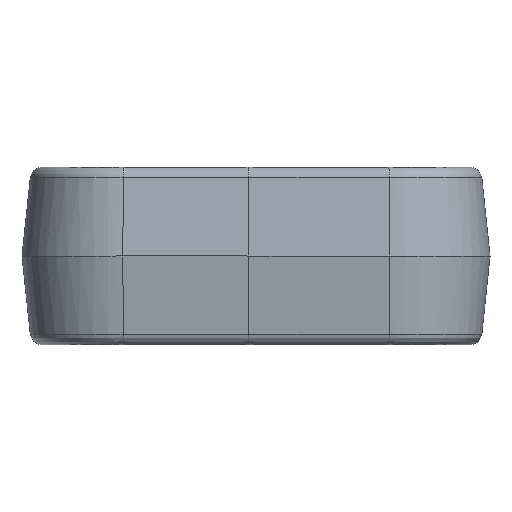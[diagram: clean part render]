
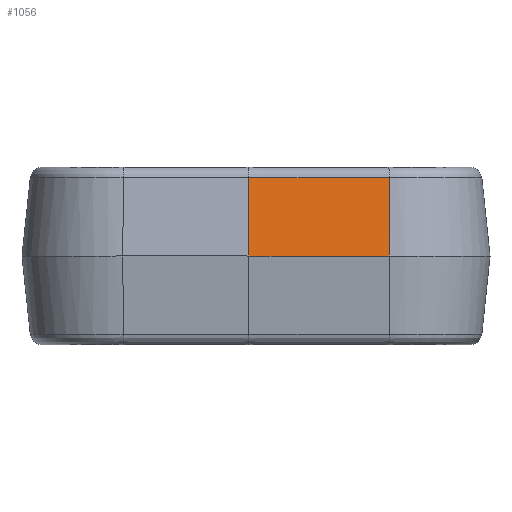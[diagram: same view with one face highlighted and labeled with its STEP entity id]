
A CAD part, front view. The second image highlights one B-rep face of the part: STEP entity #1056.
In plain terms, the highlighted free-form (B-spline) face has degree [3, 1] with [15, 2] control points.
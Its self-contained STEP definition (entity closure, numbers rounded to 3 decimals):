
#1056=ADVANCED_FACE('',(#2526),#2527,.F.);
#2526=FACE_OUTER_BOUND('',#6012,.T.);
#2527=B_SPLINE_SURFACE_WITH_KNOTS('',3,1,((#6013,#6014),(#6015,#6016),(#6017,#6018),(#6019,#6020),(#6021,#6022),(#6023,#6024),(#6025,#6026),(#6027,#6028),(#6029,#6030),(#6031,#6032),(#6033,#6034),(#6035,#6036),(#6037,#6038),(#6039,#6040),(#6041,#6042)),.UNSPECIFIED.,.F.,.F.,.F.,(4,3,1,1,1,1,1,1,1,1,4),(2,2),(-0.01,0.0,0.002,0.018,0.025,0.048,0.079,0.14,0.263,0.509,1.),(0.0,0.493),.UNSPECIFIED.);
#6012=EDGE_LOOP('',(#24025,#24026,#24027,#24028));
#6013=CARTESIAN_POINT('',(35.045,-86.998,0.0));
#6014=CARTESIAN_POINT('',(35.009,-84.884,20.115));
#6015=CARTESIAN_POINT('',(34.929,-86.999,0.0));
#6016=CARTESIAN_POINT('',(34.899,-84.885,20.115));
#6017=CARTESIAN_POINT('',(34.814,-87.,0.0));
#6018=CARTESIAN_POINT('',(34.789,-84.886,20.115));
#6019=CARTESIAN_POINT('',(34.698,-87.001,0.0));
#6020=CARTESIAN_POINT('',(34.678,-84.887,20.115));
#6021=CARTESIAN_POINT('',(34.672,-87.001,0.0));
#6022=CARTESIAN_POINT('',(34.654,-84.887,20.115));
#6023=CARTESIAN_POINT('',(34.469,-87.002,0.0));
#6024=CARTESIAN_POINT('',(34.46,-84.888,20.115));
#6025=CARTESIAN_POINT('',(34.177,-87.003,0.0));
#6026=CARTESIAN_POINT('',(34.177,-84.889,20.115));
#6027=CARTESIAN_POINT('',(33.644,-87.002,0.0));
#6028=CARTESIAN_POINT('',(33.651,-84.888,20.115));
#6029=CARTESIAN_POINT('',(32.934,-87.002,0.0));
#6030=CARTESIAN_POINT('',(32.934,-84.888,20.115));
#6031=CARTESIAN_POINT('',(31.602,-87.002,0.0));
#6032=CARTESIAN_POINT('',(31.603,-84.887,20.115));
#6033=CARTESIAN_POINT('',(29.117,-87.001,0.0));
#6034=CARTESIAN_POINT('',(29.117,-84.887,20.115));
#6035=CARTESIAN_POINT('',(24.146,-87.,0.0));
#6036=CARTESIAN_POINT('',(24.146,-84.886,20.115));
#6037=CARTESIAN_POINT('',(14.203,-87.,0.0));
#6038=CARTESIAN_POINT('',(14.203,-84.886,20.115));
#6039=CARTESIAN_POINT('',(5.681,-87.,0.0));
#6040=CARTESIAN_POINT('',(5.681,-84.886,20.115));
#6041=CARTESIAN_POINT('',(0.,-87.,0.0));
#6042=CARTESIAN_POINT('',(0.,-84.886,20.115));
#24025=ORIENTED_EDGE('',*,*,#27755,.F.);
#24026=ORIENTED_EDGE('',*,*,#27756,.T.);
#24027=ORIENTED_EDGE('',*,*,#27652,.T.);
#24028=ORIENTED_EDGE('',*,*,#27757,.T.);
#27652=EDGE_CURVE('',#30190,#30191,#30192,.T.);
#27755=EDGE_CURVE('',#30326,#30327,#30328,.F.);
#27756=EDGE_CURVE('',#30326,#30190,#30329,.T.);
#27757=EDGE_CURVE('',#30191,#30327,#30330,.T.);
#30190=VERTEX_POINT('',#35775);
#30191=VERTEX_POINT('',#35776);
#30192=LINE('',#35777,#35778);
#30326=VERTEX_POINT('',#36430);
#30327=VERTEX_POINT('',#36431);
#30328=LINE('',#36432,#36433);
#30329=B_SPLINE_CURVE_WITH_KNOTS('',3,(#36434,#36435,#36436,#36437,#36438,#36439,#36440,#36441,#36442,#36443,#36444,#36445,#36446,#36447,#36448,#36449,#36450,#36451,#36452,#36453,#36454,#36455,#36456,#36457,#36458,#36459,#36460,#36461,#36462,#36463,#36464,#36465,#36466,#36467,#36468,#36469,#36470,#36471,#36472,#36473,#36474,#36475,#36476,#36477,#36478,#36479,#36480,#36481,#36482,#36483),.UNSPECIFIED.,.F.,.F.,(4,2,2,2,2,2,2,2,2,2,2,2,2,2,2,2,2,1,2,2,1,2,2,2,1,1,4),(0.0,0.002,0.017,0.025,0.031,0.032,0.048,0.063,0.063,0.078,0.094,0.125,0.126,0.14,0.188,0.25,0.25,0.263,0.313,0.375,0.5,0.5,0.509,0.625,0.75,0.875,1.0),.UNSPECIFIED.);
#30330=B_SPLINE_CURVE_WITH_KNOTS('',3,(#36484,#36485,#36486,#36487,#36488,#36489,#36490,#36491,#36492),.UNSPECIFIED.,.F.,.F.,(4,1,1,1,1,1,4),(0.,0.491,0.737,0.975,0.982,0.998,1.),.UNSPECIFIED.);
#35775=CARTESIAN_POINT('',(0.,-84.97,19.314));
#35776=CARTESIAN_POINT('',(0.0,-87.,0.0));
#35777=CARTESIAN_POINT('',(0.,-84.97,19.314));
#35778=VECTOR('',#48701,10.0);
#36430=CARTESIAN_POINT('',(34.679,-84.971,19.314));
#36431=CARTESIAN_POINT('',(34.698,-87.001,0.));
#36432=CARTESIAN_POINT('',(34.698,-87.001,0.0));
#36433=VECTOR('',#48808,10.0);
#36434=CARTESIAN_POINT('',(34.679,-84.971,19.314));
#36435=CARTESIAN_POINT('',(34.655,-84.971,19.314));
#36436=CARTESIAN_POINT('',(34.63,-84.971,19.314));
#36437=CARTESIAN_POINT('',(34.433,-84.972,19.314));
#36438=CARTESIAN_POINT('',(34.261,-84.973,19.314));
#36439=CARTESIAN_POINT('',(34.001,-84.973,19.314));
#36440=CARTESIAN_POINT('',(33.913,-84.973,19.314));
#36441=CARTESIAN_POINT('',(33.749,-84.973,19.314));
#36442=CARTESIAN_POINT('',(33.672,-84.973,19.314));
#36443=CARTESIAN_POINT('',(33.588,-84.973,19.314));
#36444=CARTESIAN_POINT('',(33.58,-84.973,19.314));
#36445=CARTESIAN_POINT('',(33.39,-84.973,19.314));
#36446=CARTESIAN_POINT('',(33.207,-84.972,19.314));
#36447=CARTESIAN_POINT('',(32.854,-84.972,19.314));
#36448=CARTESIAN_POINT('',(32.683,-84.972,19.314));
#36449=CARTESIAN_POINT('',(32.504,-84.972,19.314));
#36450=CARTESIAN_POINT('',(32.497,-84.972,19.314));
#36451=CARTESIAN_POINT('',(32.312,-84.972,19.314));
#36452=CARTESIAN_POINT('',(32.135,-84.972,19.314));
#36453=CARTESIAN_POINT('',(31.774,-84.972,19.314));
#36454=CARTESIAN_POINT('',(31.591,-84.972,19.314));
#36455=CARTESIAN_POINT('',(31.053,-84.972,19.314));
#36456=CARTESIAN_POINT('',(30.698,-84.971,19.314));
#36457=CARTESIAN_POINT('',(30.337,-84.971,19.314));
#36458=CARTESIAN_POINT('',(30.331,-84.971,19.314));
#36459=CARTESIAN_POINT('',(30.158,-84.971,19.314));
#36460=CARTESIAN_POINT('',(29.993,-84.971,19.314));
#36461=CARTESIAN_POINT('',(29.271,-84.971,19.314));
#36462=CARTESIAN_POINT('',(28.715,-84.971,19.314));
#36463=CARTESIAN_POINT('',(27.442,-84.971,19.314));
#36464=CARTESIAN_POINT('',(26.726,-84.971,19.314));
#36465=CARTESIAN_POINT('',(26.004,-84.97,19.314));
#36466=CARTESIAN_POINT('',(25.998,-84.97,19.314));
#36467=CARTESIAN_POINT('',(25.85,-84.97,19.314));
#36468=CARTESIAN_POINT('',(25.128,-84.97,19.314));
#36469=CARTESIAN_POINT('',(24.406,-84.97,19.314));
#36470=CARTESIAN_POINT('',(23.104,-84.97,19.314));
#36471=CARTESIAN_POINT('',(22.382,-84.97,19.314));
#36472=CARTESIAN_POINT('',(20.22,-84.97,19.314));
#36473=CARTESIAN_POINT('',(18.776,-84.97,19.314));
#36474=CARTESIAN_POINT('',(17.332,-84.97,19.314));
#36475=CARTESIAN_POINT('',(17.234,-84.97,19.314));
#36476=CARTESIAN_POINT('',(17.139,-84.97,19.314));
#36477=CARTESIAN_POINT('',(15.695,-84.97,19.314));
#36478=CARTESIAN_POINT('',(14.346,-84.97,19.314));
#36479=CARTESIAN_POINT('',(11.552,-84.97,19.314));
#36480=CARTESIAN_POINT('',(8.664,-84.97,19.314));
#36481=CARTESIAN_POINT('',(4.332,-84.97,19.314));
#36482=CARTESIAN_POINT('',(1.444,-84.97,19.314));
#36483=CARTESIAN_POINT('',(0.0,-84.97,19.314));
#36484=CARTESIAN_POINT('',(0.0,-87.,0.));
#36485=CARTESIAN_POINT('',(5.681,-87.,0.));
#36486=CARTESIAN_POINT('',(14.203,-87.,0.));
#36487=CARTESIAN_POINT('',(25.477,-87.,0.));
#36488=CARTESIAN_POINT('',(31.159,-87.001,0.));
#36489=CARTESIAN_POINT('',(34.177,-87.003,0.));
#36490=CARTESIAN_POINT('',(34.469,-87.002,0.));
#36491=CARTESIAN_POINT('',(34.672,-87.001,0.));
#36492=CARTESIAN_POINT('',(34.698,-87.001,0.));
#48701=DIRECTION('',(0.,-0.105,-0.995));
#48808=DIRECTION('',(-0.001,0.105,0.995));
